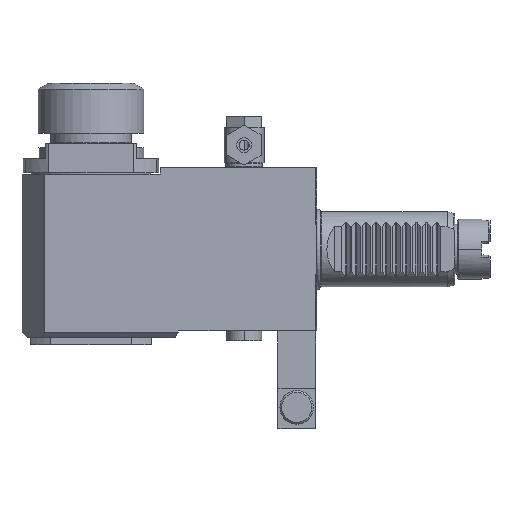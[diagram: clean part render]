
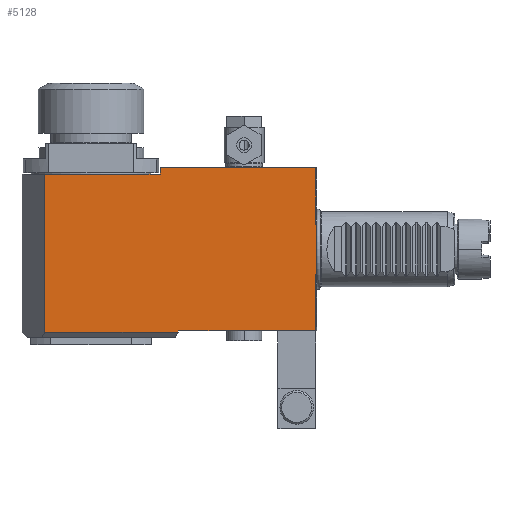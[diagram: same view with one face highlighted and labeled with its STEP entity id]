
A CAD part, front view. The second image highlights one B-rep face of the part: STEP entity #5128.
In plain terms, the highlighted planar face has unit normal (0, -1, 0).
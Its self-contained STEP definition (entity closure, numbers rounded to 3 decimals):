
#13=DIRECTION('',(0.,0.,-1.));
#14=VECTOR('',#13,2.5);
#15=CARTESIAN_POINT('',(-62.5,-32.5,32.5));
#16=LINE('',#15,#14);
#35=DIRECTION('',(0.5,0.,0.866));
#36=VECTOR('',#35,0.577);
#37=CARTESIAN_POINT('',(-55.289,-32.5,-33.));
#38=LINE('',#37,#36);
#39=DIRECTION('',(0.,0.,-1.));
#40=VECTOR('',#39,63.);
#41=CARTESIAN_POINT('',(-108.397,-32.5,30.));
#42=LINE('',#41,#40);
#43=DIRECTION('',(1.,0.,0.));
#44=VECTOR('',#43,45.897);
#45=CARTESIAN_POINT('',(-108.397,-32.5,30.));
#46=LINE('',#45,#44);
#47=DIRECTION('',(1.,0.,0.));
#48=VECTOR('',#47,62.);
#49=CARTESIAN_POINT('',(-62.5,-32.5,32.5));
#50=LINE('',#49,#48);
#51=DIRECTION('',(0.,0.,-1.));
#52=VECTOR('',#51,22.513);
#53=CARTESIAN_POINT('',(-0.5,-32.5,32.5));
#54=LINE('',#53,#52);
#55=DIRECTION('',(-1.,0.,0.));
#56=VECTOR('',#55,0.5);
#57=CARTESIAN_POINT('',(0.,-32.5,9.987));
#58=LINE('',#57,#56);
#59=DIRECTION('',(-1.,0.,0.));
#60=VECTOR('',#59,0.5);
#61=CARTESIAN_POINT('',(0.,-32.5,-9.987));
#62=LINE('',#61,#60);
#63=DIRECTION('',(0.,0.,-1.));
#64=VECTOR('',#63,22.513);
#65=CARTESIAN_POINT('',(-0.5,-32.5,-9.987));
#66=LINE('',#65,#64);
#87=DIRECTION('',(1.,0.,0.));
#88=VECTOR('',#87,54.5);
#89=CARTESIAN_POINT('',(-55.,-32.5,-32.5));
#90=LINE('',#89,#88);
#300=DIRECTION('',(0.,0.,-1.));
#301=VECTOR('',#300,19.975);
#302=CARTESIAN_POINT('',(0.,-32.5,9.987));
#303=LINE('',#302,#301);
#497=DIRECTION('',(1.,0.,0.));
#498=VECTOR('',#497,53.109);
#499=CARTESIAN_POINT('',(-108.397,-32.5,-33.));
#500=LINE('',#499,#498);
#4024=CARTESIAN_POINT('',(-62.5,-32.5,32.5));
#4026=VERTEX_POINT('',#4024);
#4051=CARTESIAN_POINT('',(0.,-32.5,-9.987));
#4053=VERTEX_POINT('',#4051);
#4054=CARTESIAN_POINT('',(0.,-32.5,9.987));
#4056=VERTEX_POINT('',#4054);
#4073=CARTESIAN_POINT('',(-0.5,-32.5,32.5));
#4075=VERTEX_POINT('',#4073);
#4076=CARTESIAN_POINT('',(-0.5,-32.5,9.987));
#4077=VERTEX_POINT('',#4076);
#4078=CARTESIAN_POINT('',(-0.5,-32.5,-9.987));
#4079=CARTESIAN_POINT('',(-0.5,-32.5,-32.5));
#4080=VERTEX_POINT('',#4078);
#4081=VERTEX_POINT('',#4079);
#4296=CARTESIAN_POINT('',(-108.397,-32.5,-33.));
#4298=VERTEX_POINT('',#4296);
#4309=CARTESIAN_POINT('',(-108.397,-32.5,30.));
#4310=VERTEX_POINT('',#4309);
#4321=CARTESIAN_POINT('',(-55.289,-32.5,-33.));
#4322=VERTEX_POINT('',#4321);
#4324=CARTESIAN_POINT('',(-62.5,-32.5,30.));
#4326=VERTEX_POINT('',#4324);
#4327=CARTESIAN_POINT('',(-55.,-32.5,-32.5));
#4329=VERTEX_POINT('',#4327);
#5099=CARTESIAN_POINT('',(-62.5,-32.5,32.5));
#5100=DIRECTION('',(0.,-1.,0.));
#5101=DIRECTION('',(0.,0.,-1.));
#5102=AXIS2_PLACEMENT_3D('',#5099,#5100,#5101);
#5103=PLANE('',#5102);
#5105=ORIENTED_EDGE('',*,*,#5104,.F.);
#5107=ORIENTED_EDGE('',*,*,#5106,.F.);
#5109=ORIENTED_EDGE('',*,*,#5108,.F.);
#5111=ORIENTED_EDGE('',*,*,#5110,.F.);
#5112=ORIENTED_EDGE('',*,*,#5080,.T.);
#5113=ORIENTED_EDGE('',*,*,#5069,.F.);
#5115=ORIENTED_EDGE('',*,*,#5114,.T.);
#5117=ORIENTED_EDGE('',*,*,#5116,.T.);
#5119=ORIENTED_EDGE('',*,*,#5118,.F.);
#5121=ORIENTED_EDGE('',*,*,#5120,.T.);
#5123=ORIENTED_EDGE('',*,*,#5122,.T.);
#5125=ORIENTED_EDGE('',*,*,#5124,.T.);
#5126=EDGE_LOOP('',(#5105,#5107,#5109,#5111,#5112,#5113,#5115,#5117,#5119,#5121,
#5123,#5125));
#5127=FACE_OUTER_BOUND('',#5126,.F.);
#5128=ADVANCED_FACE('',(#5127),#5103,.T.);
#5069=EDGE_CURVE('',#4026,#4326,#16,.T.);
#5080=EDGE_CURVE('',#4310,#4326,#46,.T.);
#5104=EDGE_CURVE('',#4329,#4081,#90,.T.);
#5106=EDGE_CURVE('',#4322,#4329,#38,.T.);
#5108=EDGE_CURVE('',#4298,#4322,#500,.T.);
#5110=EDGE_CURVE('',#4310,#4298,#42,.T.);
#5114=EDGE_CURVE('',#4026,#4075,#50,.T.);
#5116=EDGE_CURVE('',#4075,#4077,#54,.T.);
#5118=EDGE_CURVE('',#4056,#4077,#58,.T.);
#5120=EDGE_CURVE('',#4056,#4053,#303,.T.);
#5122=EDGE_CURVE('',#4053,#4080,#62,.T.);
#5124=EDGE_CURVE('',#4080,#4081,#66,.T.);
